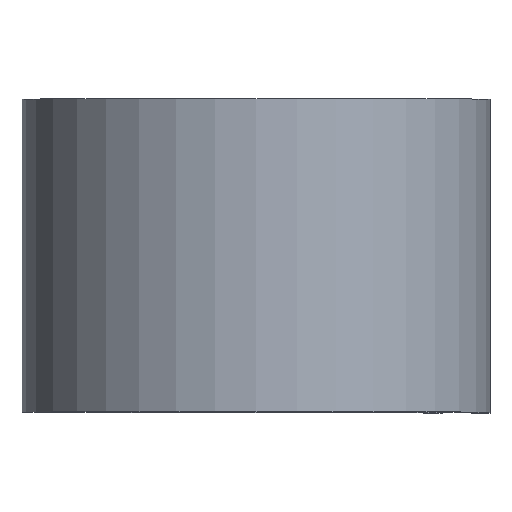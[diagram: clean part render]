
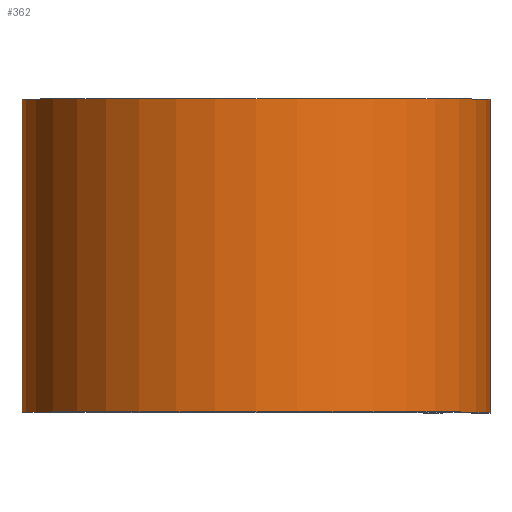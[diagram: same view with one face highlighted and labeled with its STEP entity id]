
A CAD part, top view. The second image highlights one B-rep face of the part: STEP entity #362.
In plain terms, the highlighted cylindrical face has radius 18.986 mm (diameter 37.973 mm), a partial arc.
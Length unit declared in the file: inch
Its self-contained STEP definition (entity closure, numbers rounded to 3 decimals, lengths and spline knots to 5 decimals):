
#48 = AXIS2_PLACEMENT_3D ( 'NONE', #213, #585, #383 ) ;
#70 = CARTESIAN_POINT ( 'NONE',  ( 0., 0.5, -0.7475 ) ) ;
#76 = CYLINDRICAL_SURFACE ( 'NONE', #314, 0.7475 ) ;
#108 = CIRCLE ( 'NONE', #253, 0.7475 ) ;
#135 = ORIENTED_EDGE ( 'NONE', *, *, #200, .F. ) ;
#143 = DIRECTION ( 'NONE',  ( 0., -1., 0. ) ) ;
#153 = EDGE_LOOP ( 'NONE', ( #185, #135, #316, #531 ) ) ;
#185 = ORIENTED_EDGE ( 'NONE', *, *, #443, .T. ) ;
#198 = EDGE_CURVE ( 'NONE', #214, #294, #437, .T. ) ;
#200 = EDGE_CURVE ( 'NONE', #385, #402, #446, .T. ) ;
#203 = CARTESIAN_POINT ( 'NONE',  ( 0., -0.5, -0.7475 ) ) ;
#213 = CARTESIAN_POINT ( 'NONE',  ( 0., 0.5, 0. ) ) ;
#214 = VERTEX_POINT ( 'NONE', #70 ) ;
#226 = CARTESIAN_POINT ( 'NONE',  ( 0.7475, -0.5, 0. ) ) ;
#253 = AXIS2_PLACEMENT_3D ( 'NONE', #529, #534, #563 ) ;
#261 = EDGE_CURVE ( 'NONE', #214, #385, #348, .T. ) ;
#290 = CARTESIAN_POINT ( 'NONE',  ( 0.7475, 0.5, 0. ) ) ;
#294 = VERTEX_POINT ( 'NONE', #203 ) ;
#299 = FACE_OUTER_BOUND ( 'NONE', #153, .T. ) ;
#314 = AXIS2_PLACEMENT_3D ( 'NONE', #392, #391, #481 ) ;
#316 = ORIENTED_EDGE ( 'NONE', *, *, #261, .F. ) ;
#348 = CIRCLE ( 'NONE', #48, 0.7475 ) ;
#357 = CARTESIAN_POINT ( 'NONE',  ( 0., 0.5, -0.7475 ) ) ;
#362 = ADVANCED_FACE ( 'NONE', ( #299 ), #76, .T. ) ;
#383 = DIRECTION ( 'NONE',  ( 1., 0., 0. ) ) ;
#385 = VERTEX_POINT ( 'NONE', #290 ) ;
#391 = DIRECTION ( 'NONE',  ( 0., -1., 0. ) ) ;
#392 = CARTESIAN_POINT ( 'NONE',  ( 0., 0.5, 0. ) ) ;
#402 = VERTEX_POINT ( 'NONE', #226 ) ;
#433 = VECTOR ( 'NONE', #143, 39.37008 ) ;
#437 = LINE ( 'NONE', #357, #440 ) ;
#439 = CARTESIAN_POINT ( 'NONE',  ( 0.7475, 0.5, 0. ) ) ;
#440 = VECTOR ( 'NONE', #466, 39.37008 ) ;
#443 = EDGE_CURVE ( 'NONE', #294, #402, #108, .T. ) ;
#446 = LINE ( 'NONE', #439, #433 ) ;
#466 = DIRECTION ( 'NONE',  ( 0., -1., 0. ) ) ;
#481 = DIRECTION ( 'NONE',  ( 0., 0., -1. ) ) ;
#529 = CARTESIAN_POINT ( 'NONE',  ( 0., -0.5, 0. ) ) ;
#531 = ORIENTED_EDGE ( 'NONE', *, *, #198, .T. ) ;
#534 = DIRECTION ( 'NONE',  ( 0., 1., 0. ) ) ;
#563 = DIRECTION ( 'NONE',  ( 1., 0., 0. ) ) ;
#585 = DIRECTION ( 'NONE',  ( 0., 1., 0. ) ) ;
